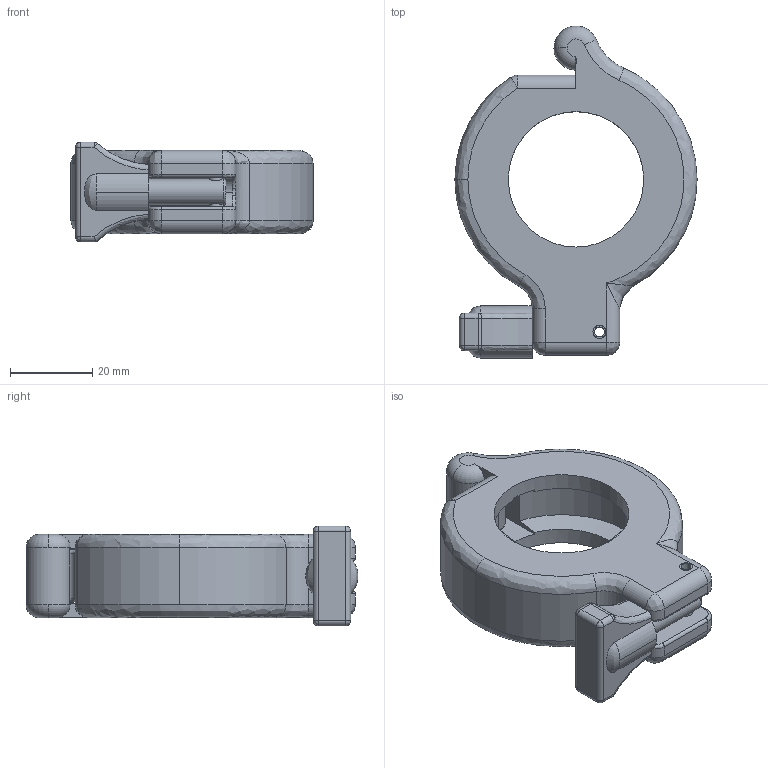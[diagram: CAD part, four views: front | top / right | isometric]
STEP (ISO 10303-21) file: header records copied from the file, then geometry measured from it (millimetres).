
FILE_DESCRIPTION (( 'STEP AP214' ), '1' );
FILE_NAME ('130BSR025.step', '2017-07-06T09:10:21', ( 'install' ), ( '' ), 'SwSTEP 2.0', 'SolidWorks 2015', '' );
FILE_SCHEMA (( 'AUTOMOTIVE_DESIGN' ));
Length unit declared in the file: inch
Products named in the file (1): 130BSR025
Bounding box: 59.05 x 80.93 x 24.34 mm (x, y, z)
Volume: 38590.2 mm3; surface area: 15095.6 mm2
Topology: 1 solids, 1 shells, 181 faces, 465 edges, 262 vertices
Faces by surface type: cylinder 78, bspline 52, plane 39, cone 8, torus 4
Entity records: 6597 total; most frequent: CARTESIAN_POINT 2505, ORIENTED_EDGE 898, DIRECTION 829, EDGE_CURVE 449, AXIS2_PLACEMENT_3D 323, VERTEX_POINT 262, CIRCLE 193, EDGE_LOOP 185
